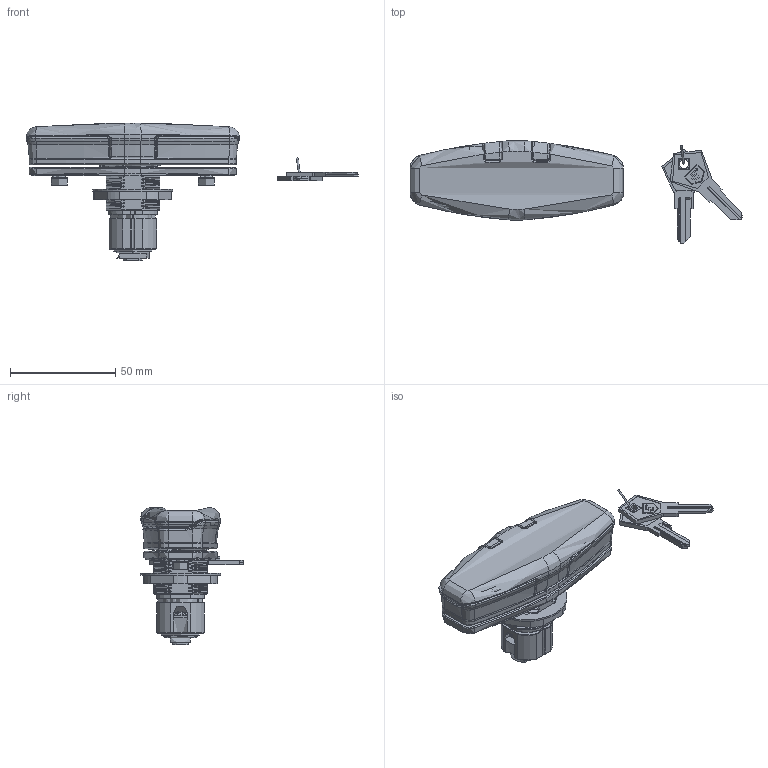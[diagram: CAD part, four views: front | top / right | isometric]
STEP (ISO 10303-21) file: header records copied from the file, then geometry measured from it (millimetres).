
FILE_DESCRIPTION(/* description */ (''),/* implementation_level */ '2;1');
FILE_NAME(/* name */ 'LNL-70-00775.stp',/* time_stamp */ '2023-11-22T11:05:59-05:00',/* author */ ('dtinay'),/* organization */ (''),/* preprocessor_version */ 'ST-DEVELOPER v20',/* originating_system */ 'Autodesk Inventor 2024',/* authorisation */ '');
FILE_SCHEMA (('AUTOMOTIVE_DESIGN { 1 0 10303 214 3 1 1 }'));
Length unit declared in the file: inch
Products named in the file (28): LNL-70-00775; 00776; 00777; 00778; 00779; 00018_AF1; 00591; 00593_AF1; 00597; 00636; 00505; 00503; 00504; 00480; 00401 Eberhard logo; 00931_ASM; 00932; 00537; 00536; 00535; 00539; 00538; 00639; 00494; 00589; 01307_INSTALLED; E plus key ring-1; 00695_AF1
Assembly tree (37 placements, depth 3):
  LNL-70-00775
    00776
    00777
    00778
    00779
    00018_AF1
    00591
    00593_AF1
    00597
    00636
    00505
    00503
    00504
    00480  x2
    00401 Eberhard logo  x2
    00931_ASM
      00932
      00537
      00536
      00535
      00539  x5
      00538  x5
    00639
    00494
    00589
    01307_INSTALLED
    E plus key ring-1
    00695_AF1
Bounding box: 157.44 x 49.09 x 65.15 mm (x, y, z)
Volume: 61705.1 mm3; surface area: 55663.2 mm2
Topology: 36 solids, 36 shells, 2488 faces, 6306 edges, 3942 vertices
Faces by surface type: plane 1078, cylinder 563, bspline 483, torus 282, cone 44, sphere 38
Full cylindrical faces by diameter (mm): 0.33 x4, 0.813 x2, 1.194 x4, 1.524 x3, 1.587 x2, 1.651 x3, 1.778 x4, 2.032 x1, 2.362 x1, 2.413 x5, 2.921 x2, 3.175 x1, 3.454 x2, 4.039 x1, 4.75 x1, 4.902 x1, 5.588 x2, 5.842 x3, 6.35 x2, 7.588 x4, 7.62 x2, 8.636 x4, 10.16 x2, 12.446 x1, 12.827 x1, 14.859 x3, 14.986 x1, 15.037 x1, 15.646 x1, 15.875 x2
Entity records: 164970 total; most frequent: CARTESIAN_POINT 113976, ORIENTED_EDGE 10978, DIRECTION 9798, EDGE_CURVE 5489, AXIS2_PLACEMENT_3D 3581, VERTEX_POINT 3414, LINE 2636, VECTOR 2636
